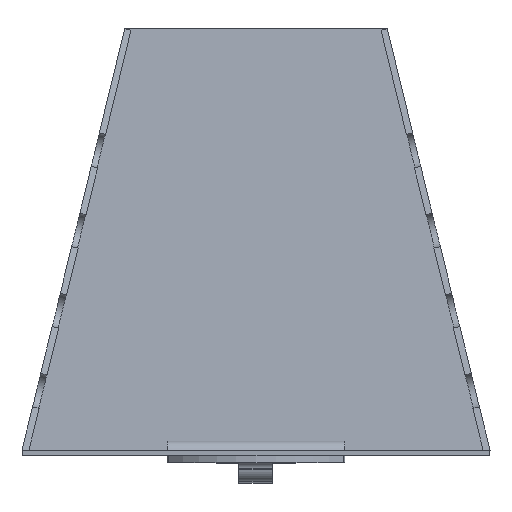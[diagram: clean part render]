
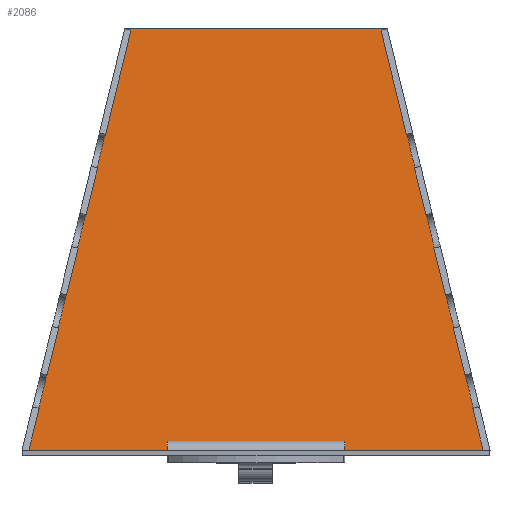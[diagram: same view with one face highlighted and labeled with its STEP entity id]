
A CAD part, top view. The second image highlights one B-rep face of the part: STEP entity #2086.
In plain terms, the highlighted planar face has unit normal (0, 0.084, 0.997).
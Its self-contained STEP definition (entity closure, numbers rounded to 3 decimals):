
#576=CARTESIAN_POINT('',(11.9,122.5,-50.));
#577=VERTEX_POINT('',#576);
#892=CARTESIAN_POINT('',(10.442,122.147,-49.97));
#893=VERTEX_POINT('',#892);
#900=CARTESIAN_POINT('',(39.356,3.5,-40.0));
#901=VERTEX_POINT('',#900);
#902=CARTESIAN_POINT('',(39.356,3.5,-40.));
#903=DIRECTION('',(-0.236,0.968,-0.081));
#904=VECTOR('',#903,122.526);
#905=LINE('',#902,#904);
#906=EDGE_CURVE('',#901,#893,#905,.T.);
#1465=CARTESIAN_POINT('',(-62.1,122.5,-50.));
#1466=VERTEX_POINT('',#1465);
#1681=CARTESIAN_POINT('',(-89.556,3.5,-40.));
#1682=VERTEX_POINT('',#1681);
#1689=CARTESIAN_POINT('',(-60.642,122.147,-49.97));
#1690=VERTEX_POINT('',#1689);
#1691=CARTESIAN_POINT('',(-60.642,122.147,-49.97));
#1692=DIRECTION('',(-0.236,-0.968,0.081));
#1693=VECTOR('',#1692,122.526);
#1694=LINE('',#1691,#1693);
#1695=EDGE_CURVE('',#1690,#1682,#1694,.T.);
#1867=CARTESIAN_POINT('',(10.442,122.147,-49.97));
#1868=DIRECTION('',(0.972,0.235,-0.02));
#1869=VECTOR('',#1868,1.5);
#1870=LINE('',#1867,#1869);
#1871=EDGE_CURVE('',#893,#577,#1870,.T.);
#1905=CARTESIAN_POINT('',(-62.1,122.5,-50.));
#1906=DIRECTION('',(0.972,-0.235,0.02));
#1907=VECTOR('',#1906,1.5);
#1908=LINE('',#1905,#1907);
#1909=EDGE_CURVE('',#1466,#1690,#1908,.T.);
#2063=CARTESIAN_POINT('',(40.9,3.5,-40.));
#2064=DIRECTION('',(0.,0.084,0.996));
#2065=DIRECTION('',(0.,0.996,-0.084));
#2066=AXIS2_PLACEMENT_3D('',#2063,#2064,#2065);
#2067=PLANE('',#2066);
#2068=ORIENTED_EDGE('',*,*,#1909,.T.);
#2069=ORIENTED_EDGE('',*,*,#1695,.T.);
#2070=CARTESIAN_POINT('',(39.356,3.5,-40.));
#2071=DIRECTION('',(-1.0,0.0,0.0));
#2072=VECTOR('',#2071,128.913);
#2073=LINE('',#2070,#2072);
#2074=EDGE_CURVE('',#901,#1682,#2073,.T.);
#2075=ORIENTED_EDGE('',*,*,#2074,.F.);
#2076=ORIENTED_EDGE('',*,*,#906,.T.);
#2077=ORIENTED_EDGE('',*,*,#1871,.T.);
#2078=CARTESIAN_POINT('',(11.9,122.5,-50.));
#2079=DIRECTION('',(-1.0,0.0,0.0));
#2080=VECTOR('',#2079,74.);
#2081=LINE('',#2078,#2080);
#2082=EDGE_CURVE('',#577,#1466,#2081,.T.);
#2083=ORIENTED_EDGE('',*,*,#2082,.T.);
#2084=EDGE_LOOP('',(#2068,#2069,#2075,#2076,#2077,#2083));
#2085=FACE_OUTER_BOUND('',#2084,.T.);
#2086=ADVANCED_FACE('',(#2085),#2067,.T.);
